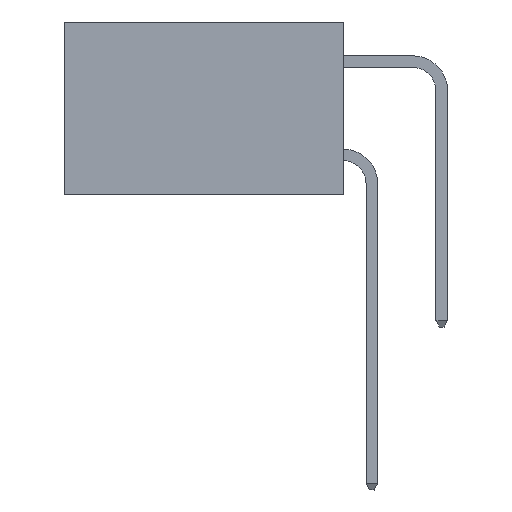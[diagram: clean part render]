
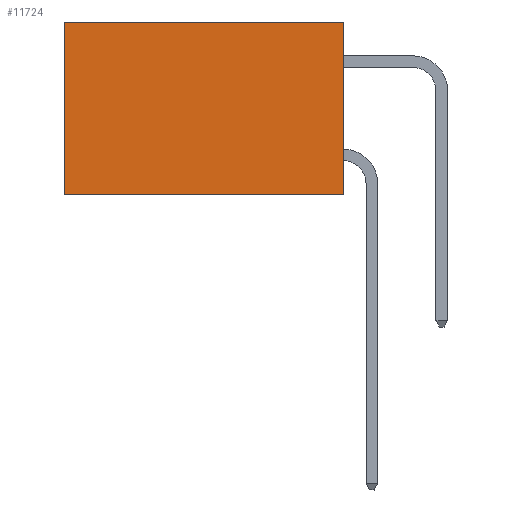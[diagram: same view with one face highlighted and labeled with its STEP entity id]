
A CAD part, left-side view. The second image highlights one B-rep face of the part: STEP entity #11724.
In plain terms, the highlighted planar face has unit normal (-1, 0, 0).
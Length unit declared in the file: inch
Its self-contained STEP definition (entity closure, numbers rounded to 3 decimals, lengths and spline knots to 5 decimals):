
#123 = LINE ( 'NONE', #3583, #2468 ) ;
#778 = LINE ( 'NONE', #9676, #8355 ) ;
#1196 = CARTESIAN_POINT ( 'NONE',  ( 0.298, 0., 0. ) ) ;
#1307 = CARTESIAN_POINT ( 'NONE',  ( 0.298, 0.6, -0.37 ) ) ;
#2369 = EDGE_CURVE ( 'NONE', #6732, #10615, #778, .T. ) ;
#2423 = ORIENTED_EDGE ( 'NONE', *, *, #8708, .F. ) ;
#2468 = VECTOR ( 'NONE', #12469, 39.37008 ) ;
#2866 = CARTESIAN_POINT ( 'NONE',  ( 0.298, 0., -0.37 ) ) ;
#3583 = CARTESIAN_POINT ( 'NONE',  ( 0.298, 0., 0. ) ) ;
#3698 = CARTESIAN_POINT ( 'NONE',  ( 0.298, 0., 0. ) ) ;
#4060 = VERTEX_POINT ( 'NONE', #1196 ) ;
#4280 = LINE ( 'NONE', #4774, #12132 ) ;
#4774 = CARTESIAN_POINT ( 'NONE',  ( 0.298, 0., 0. ) ) ;
#4838 = DIRECTION ( 'NONE',  ( 0., 1., 0. ) ) ;
#5688 = DIRECTION ( 'NONE',  ( 0., 0., -1. ) ) ;
#5845 = EDGE_CURVE ( 'NONE', #12076, #10615, #10068, .T. ) ;
#6718 = ORIENTED_EDGE ( 'NONE', *, *, #7341, .T. ) ;
#6732 = VERTEX_POINT ( 'NONE', #12036 ) ;
#7341 = EDGE_CURVE ( 'NONE', #4060, #6732, #123, .T. ) ;
#7362 = DIRECTION ( 'NONE',  ( 0., 0., -1. ) ) ;
#7981 = ORIENTED_EDGE ( 'NONE', *, *, #2369, .T. ) ;
#8355 = VECTOR ( 'NONE', #7362, 39.37008 ) ;
#8708 = EDGE_CURVE ( 'NONE', #4060, #12076, #4280, .T. ) ;
#9676 = CARTESIAN_POINT ( 'NONE',  ( 0.298, 0.6, 0. ) ) ;
#9791 = EDGE_LOOP ( 'NONE', ( #7981, #12522, #2423, #6718 ) ) ;
#10068 = LINE ( 'NONE', #2866, #12706 ) ;
#10186 = CARTESIAN_POINT ( 'NONE',  ( 0.298, 0., -0.37 ) ) ;
#10615 = VERTEX_POINT ( 'NONE', #1307 ) ;
#10931 = FACE_OUTER_BOUND ( 'NONE', #9791, .T. ) ;
#11585 = DIRECTION ( 'NONE',  ( 1., 0., 0. ) ) ;
#11656 = DIRECTION ( 'NONE',  ( 0., 0., -1. ) ) ;
#11724 = ADVANCED_FACE ( 'NONE', ( #10931 ), #12542, .F. ) ;
#11863 = AXIS2_PLACEMENT_3D ( 'NONE', #3698, #11585, #5688 ) ;
#12036 = CARTESIAN_POINT ( 'NONE',  ( 0.298, 0.6, 0. ) ) ;
#12076 = VERTEX_POINT ( 'NONE', #10186 ) ;
#12132 = VECTOR ( 'NONE', #11656, 39.37008 ) ;
#12469 = DIRECTION ( 'NONE',  ( 0., 1., 0. ) ) ;
#12522 = ORIENTED_EDGE ( 'NONE', *, *, #5845, .F. ) ;
#12542 = PLANE ( 'NONE',  #11863 ) ;
#12706 = VECTOR ( 'NONE', #4838, 39.37008 ) ;
